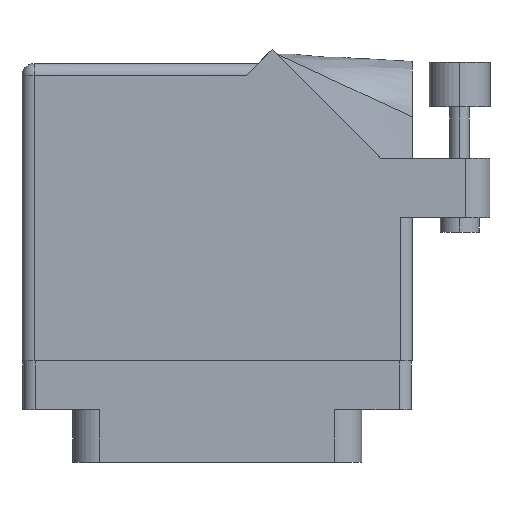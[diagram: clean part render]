
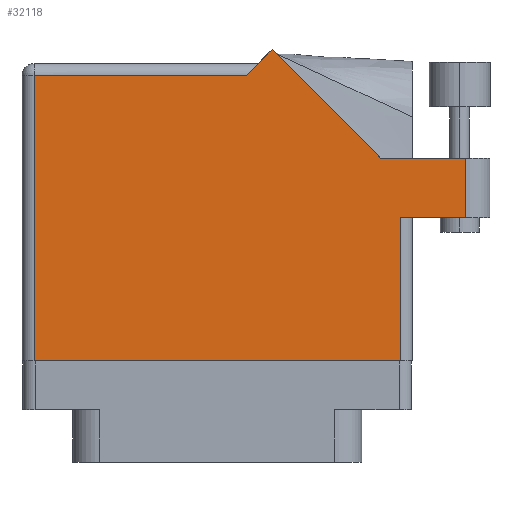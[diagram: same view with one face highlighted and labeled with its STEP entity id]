
A CAD part, front view. The second image highlights one B-rep face of the part: STEP entity #32118.
In plain terms, the highlighted face is planar.
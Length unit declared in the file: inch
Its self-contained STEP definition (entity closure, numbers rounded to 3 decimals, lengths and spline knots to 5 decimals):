
#166 = VERTEX_POINT ( 'NONE', #27995 ) ;
#431 = LINE ( 'NONE', #31467, #9902 ) ;
#1210 = DIRECTION ( 'NONE',  ( -1., 0., 0. ) ) ;
#1246 = EDGE_CURVE ( 'NONE', #166, #13887, #1600, .T. ) ;
#1338 = CARTESIAN_POINT ( 'NONE',  ( 0.83942, 0.944, 0.455 ) ) ;
#1600 = LINE ( 'NONE', #13964, #34199 ) ;
#1821 = DIRECTION ( 'NONE',  ( -1., 0., 0. ) ) ;
#3259 = CARTESIAN_POINT ( 'NONE',  ( 0.943, -0.1, 0.455 ) ) ;
#4465 = FACE_OUTER_BOUND ( 'NONE', #9914, .T. ) ;
#4745 = CARTESIAN_POINT ( 'NONE',  ( 0.212, 1.43, 0.455 ) ) ;
#4873 = DIRECTION ( 'NONE',  ( 0., 0., -1. ) ) ;
#5665 = LINE ( 'NONE', #23932, #32343 ) ;
#5676 = CARTESIAN_POINT ( 'NONE',  ( 1.28, 0.637, 0.455 ) ) ;
#5817 = CARTESIAN_POINT ( 'NONE',  ( -1.005, -0.1, 0.455 ) ) ;
#6217 = CARTESIAN_POINT ( 'NONE',  ( 0.28271, 1.50071, 0.455 ) ) ;
#7011 = VECTOR ( 'NONE', #30183, 39.37008 ) ;
#9902 = VECTOR ( 'NONE', #9947, 39.37008 ) ;
#9914 = EDGE_LOOP ( 'NONE', ( #28647, #20778, #28973, #36376, #39422, #16854, #28482, #29768, #13510 ) ) ;
#9947 = DIRECTION ( 'NONE',  ( 0., -1., 0. ) ) ;
#10085 = VECTOR ( 'NONE', #17304, 39.37008 ) ;
#13510 = ORIENTED_EDGE ( 'NONE', *, *, #36064, .T. ) ;
#13887 = VERTEX_POINT ( 'NONE', #5676 ) ;
#13964 = CARTESIAN_POINT ( 'NONE',  ( 1.005, 0.637, 0.455 ) ) ;
#14813 = VERTEX_POINT ( 'NONE', #1338 ) ;
#15108 = CARTESIAN_POINT ( 'NONE',  ( 1.28, 0.944, 0.455 ) ) ;
#15897 = CARTESIAN_POINT ( 'NONE',  ( -1.005, 1.368, 0.455 ) ) ;
#16108 = EDGE_CURVE ( 'NONE', #35696, #31882, #29185, .T. ) ;
#16185 = VERTEX_POINT ( 'NONE', #6217 ) ;
#16828 = CARTESIAN_POINT ( 'NONE',  ( -1.005, 1.43, 0.455 ) ) ;
#16854 = ORIENTED_EDGE ( 'NONE', *, *, #38399, .T. ) ;
#17304 = DIRECTION ( 'NONE',  ( -0.707, -0.707, 0. ) ) ;
#17364 = VECTOR ( 'NONE', #33894, 39.37008 ) ;
#19109 = VECTOR ( 'NONE', #1210, 39.37008 ) ;
#20473 = LINE ( 'NONE', #38938, #19109 ) ;
#20778 = ORIENTED_EDGE ( 'NONE', *, *, #34446, .T. ) ;
#21564 = CARTESIAN_POINT ( 'NONE',  ( -0.943, -0.1, 0.455 ) ) ;
#22436 = EDGE_CURVE ( 'NONE', #31945, #35696, #431, .T. ) ;
#23336 = CARTESIAN_POINT ( 'NONE',  ( 0.83942, 0.944, 0.455 ) ) ;
#23681 = AXIS2_PLACEMENT_3D ( 'NONE', #16828, #4873, #1821 ) ;
#23800 = LINE ( 'NONE', #4745, #10085 ) ;
#23932 = CARTESIAN_POINT ( 'NONE',  ( 0.943, 0.637, 0.455 ) ) ;
#25394 = CARTESIAN_POINT ( 'NONE',  ( 0.15, 1.368, 0.455 ) ) ;
#25765 = PLANE ( 'NONE',  #23681 ) ;
#26363 = DIRECTION ( 'NONE',  ( 1., 0., 0. ) ) ;
#27995 = CARTESIAN_POINT ( 'NONE',  ( 0.943, 0.637, 0.455 ) ) ;
#28482 = ORIENTED_EDGE ( 'NONE', *, *, #22436, .T. ) ;
#28647 = ORIENTED_EDGE ( 'NONE', *, *, #1246, .T. ) ;
#28973 = ORIENTED_EDGE ( 'NONE', *, *, #32046, .T. ) ;
#29185 = LINE ( 'NONE', #5817, #7011 ) ;
#29768 = ORIENTED_EDGE ( 'NONE', *, *, #16108, .T. ) ;
#30031 = DIRECTION ( 'NONE',  ( 0., 1., 0. ) ) ;
#30183 = DIRECTION ( 'NONE',  ( 1., 0., 0. ) ) ;
#30189 = EDGE_CURVE ( 'NONE', #16185, #38931, #23800, .T. ) ;
#31262 = CARTESIAN_POINT ( 'NONE',  ( -0.943, 1.368, 0.455 ) ) ;
#31336 = LINE ( 'NONE', #15897, #31748 ) ;
#31450 = LINE ( 'NONE', #33700, #17364 ) ;
#31467 = CARTESIAN_POINT ( 'NONE',  ( -0.943, -0.1, 0.455 ) ) ;
#31748 = VECTOR ( 'NONE', #37418, 39.37008 ) ;
#31882 = VERTEX_POINT ( 'NONE', #3259 ) ;
#31945 = VERTEX_POINT ( 'NONE', #31262 ) ;
#32046 = EDGE_CURVE ( 'NONE', #38318, #14813, #20473, .T. ) ;
#32118 = ADVANCED_FACE ( 'NONE', ( #4465 ), #25765, .F. ) ;
#32343 = VECTOR ( 'NONE', #30031, 39.37008 ) ;
#33292 = EDGE_CURVE ( 'NONE', #14813, #16185, #37756, .T. ) ;
#33492 = VECTOR ( 'NONE', #38358, 39.37008 ) ;
#33700 = CARTESIAN_POINT ( 'NONE',  ( 1.28, 0.944, 0.455 ) ) ;
#33894 = DIRECTION ( 'NONE',  ( 0., 1., 0. ) ) ;
#34199 = VECTOR ( 'NONE', #26363, 39.37008 ) ;
#34446 = EDGE_CURVE ( 'NONE', #13887, #38318, #31450, .T. ) ;
#35696 = VERTEX_POINT ( 'NONE', #21564 ) ;
#36064 = EDGE_CURVE ( 'NONE', #31882, #166, #5665, .T. ) ;
#36376 = ORIENTED_EDGE ( 'NONE', *, *, #33292, .T. ) ;
#37418 = DIRECTION ( 'NONE',  ( -1., 0., 0. ) ) ;
#37756 = LINE ( 'NONE', #23336, #33492 ) ;
#38318 = VERTEX_POINT ( 'NONE', #15108 ) ;
#38358 = DIRECTION ( 'NONE',  ( -0.707, 0.707, 0. ) ) ;
#38399 = EDGE_CURVE ( 'NONE', #38931, #31945, #31336, .T. ) ;
#38931 = VERTEX_POINT ( 'NONE', #25394 ) ;
#38938 = CARTESIAN_POINT ( 'NONE',  ( 1.405, 0.944, 0.455 ) ) ;
#39422 = ORIENTED_EDGE ( 'NONE', *, *, #30189, .T. ) ;
